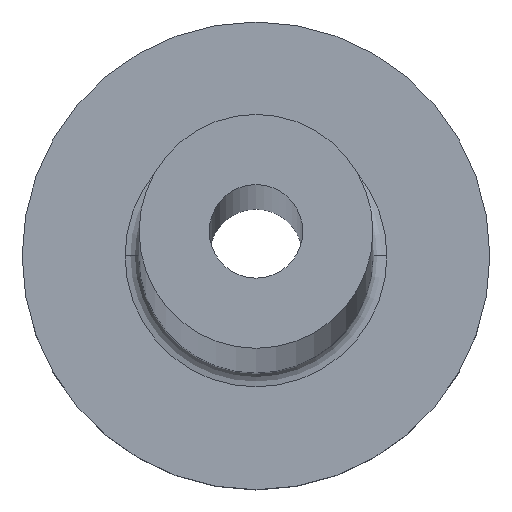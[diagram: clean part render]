
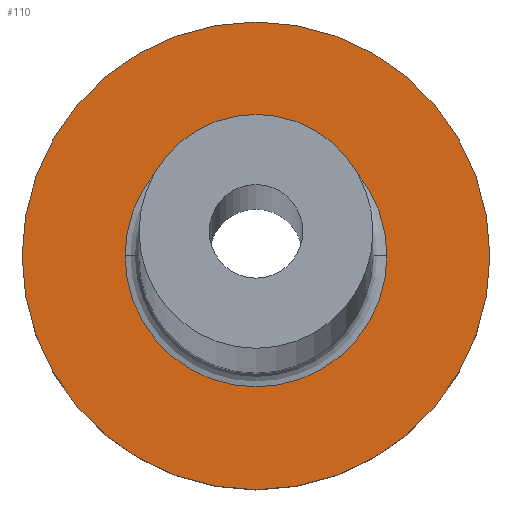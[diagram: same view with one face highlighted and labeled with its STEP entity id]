
A CAD part, top view. The second image highlights one B-rep face of the part: STEP entity #110.
In plain terms, the highlighted planar face has unit normal (0, 0, 1).
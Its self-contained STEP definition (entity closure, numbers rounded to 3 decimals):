
#2 = DIRECTION ( 'NONE',  ( 0., 0., 1. ) ) ;
#15 = PLANE ( 'NONE',  #361 ) ;
#33 = AXIS2_PLACEMENT_3D ( 'NONE', #315, #286, #53 ) ;
#53 = DIRECTION ( 'NONE',  ( 1., 0., 0. ) ) ;
#56 = ORIENTED_EDGE ( 'NONE', *, *, #290, .T. ) ;
#61 = CARTESIAN_POINT ( 'NONE',  ( 0., 0., 3. ) ) ;
#65 = ORIENTED_EDGE ( 'NONE', *, *, #215, .T. ) ;
#66 = CIRCLE ( 'NONE', #196, 2.8 ) ;
#69 = DIRECTION ( 'NONE',  ( 1., 0., 0. ) ) ;
#78 = AXIS2_PLACEMENT_3D ( 'NONE', #61, #234, #69 ) ;
#85 = CARTESIAN_POINT ( 'NONE',  ( 0., 0., 3. ) ) ;
#90 = ORIENTED_EDGE ( 'NONE', *, *, #191, .T. ) ;
#110 = ADVANCED_FACE ( 'NONE', ( #130, #258 ), #15, .T. ) ;
#118 = VERTEX_POINT ( 'NONE', #201 ) ;
#130 = FACE_BOUND ( 'NONE', #237, .T. ) ;
#133 = DIRECTION ( 'NONE',  ( 1., 0., 0. ) ) ;
#136 = CIRCLE ( 'NONE', #33, 5. ) ;
#145 = CARTESIAN_POINT ( 'NONE',  ( -5., 0., 3. ) ) ;
#148 = EDGE_CURVE ( 'NONE', #219, #118, #136, .T. ) ;
#160 = DIRECTION ( 'NONE',  ( 0., 0., -1. ) ) ;
#163 = DIRECTION ( 'NONE',  ( 1., 0., 0. ) ) ;
#168 = DIRECTION ( 'NONE',  ( 0., 0., 1. ) ) ;
#191 = EDGE_CURVE ( 'NONE', #292, #305, #66, .T. ) ;
#196 = AXIS2_PLACEMENT_3D ( 'NONE', #225, #160, #133 ) ;
#201 = CARTESIAN_POINT ( 'NONE',  ( 5., 0., 3. ) ) ;
#211 = DIRECTION ( 'NONE',  ( 1., 0., 0. ) ) ;
#214 = CARTESIAN_POINT ( 'NONE',  ( 2.8, 0., 3. ) ) ;
#215 = EDGE_CURVE ( 'NONE', #118, #219, #281, .T. ) ;
#219 = VERTEX_POINT ( 'NONE', #145 ) ;
#225 = CARTESIAN_POINT ( 'NONE',  ( 0., 0., 3. ) ) ;
#234 = DIRECTION ( 'NONE',  ( 0., 0., -1. ) ) ;
#237 = EDGE_LOOP ( 'NONE', ( #56, #90 ) ) ;
#251 = CIRCLE ( 'NONE', #78, 2.8 ) ;
#258 = FACE_OUTER_BOUND ( 'NONE', #291, .T. ) ;
#263 = CARTESIAN_POINT ( 'NONE',  ( -2.8, 0., 3. ) ) ;
#266 = ORIENTED_EDGE ( 'NONE', *, *, #148, .T. ) ;
#281 = CIRCLE ( 'NONE', #352, 5. ) ;
#286 = DIRECTION ( 'NONE',  ( 0., 0., 1. ) ) ;
#290 = EDGE_CURVE ( 'NONE', #305, #292, #251, .T. ) ;
#291 = EDGE_LOOP ( 'NONE', ( #266, #65 ) ) ;
#292 = VERTEX_POINT ( 'NONE', #263 ) ;
#305 = VERTEX_POINT ( 'NONE', #214 ) ;
#315 = CARTESIAN_POINT ( 'NONE',  ( 0., 0., 3. ) ) ;
#352 = AXIS2_PLACEMENT_3D ( 'NONE', #85, #2, #211 ) ;
#361 = AXIS2_PLACEMENT_3D ( 'NONE', #371, #168, #163 ) ;
#371 = CARTESIAN_POINT ( 'NONE',  ( 0., 0., 3. ) ) ;
